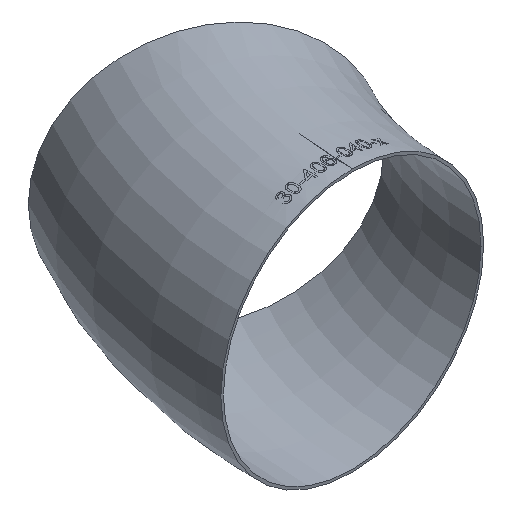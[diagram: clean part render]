
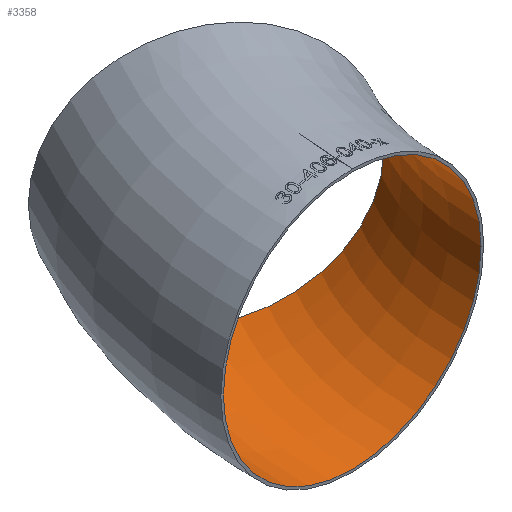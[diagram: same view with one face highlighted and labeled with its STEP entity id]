
A CAD part, isometric view. The second image highlights one B-rep face of the part: STEP entity #3358.
In plain terms, the highlighted toroidal (fillet/blend) face has major radius 610 mm and minor radius 199.2 mm.
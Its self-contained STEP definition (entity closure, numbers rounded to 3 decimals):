
#2041 = DIRECTION ( 'NONE',  ( -0.866, 0.5, 0. ) ) ;
#2761 = DIRECTION ( 'NONE',  ( 0.5, 0.866, 0. ) ) ;
#3358 = ADVANCED_FACE ( 'NONE', ( #27259, #32259 ), #17850, .F. ) ;
#4312 = CIRCLE ( 'NONE', #24182, 199.2 ) ;
#5431 = AXIS2_PLACEMENT_3D ( 'NONE', #10213, #2761, #2041 ) ;
#7322 = EDGE_CURVE ( 'NONE', #11502, #11502, #4312, .T. ) ;
#8421 = EDGE_LOOP ( 'NONE', ( #11396 ) ) ;
#10213 = CARTESIAN_POINT ( 'NONE',  ( -528.275, 305., 0. ) ) ;
#11396 = ORIENTED_EDGE ( 'NONE', *, *, #7322, .F. ) ;
#11502 = VERTEX_POINT ( 'NONE', #19830 ) ;
#14503 = DIRECTION ( 'NONE',  ( 0., 0., 1. ) ) ;
#16635 = ORIENTED_EDGE ( 'NONE', *, *, #22871, .T. ) ;
#17850 = TOROIDAL_SURFACE ( 'NONE', #28064, 610., 199.2 ) ;
#17860 = DIRECTION ( 'NONE',  ( 0., 1., 0. ) ) ;
#19241 = DIRECTION ( 'NONE',  ( 0., 0., -1. ) ) ;
#19830 = CARTESIAN_POINT ( 'NONE',  ( -610., 0., 199.2 ) ) ;
#22492 = CARTESIAN_POINT ( 'NONE',  ( -610., 0., 0. ) ) ;
#22871 = EDGE_CURVE ( 'NONE', #33039, #33039, #33252, .T. ) ;
#24182 = AXIS2_PLACEMENT_3D ( 'NONE', #22492, #17860, #14503 ) ;
#27259 = FACE_OUTER_BOUND ( 'NONE', #28223, .T. ) ;
#28064 = AXIS2_PLACEMENT_3D ( 'NONE', #32796, #19241, #30102 ) ;
#28223 = EDGE_LOOP ( 'NONE', ( #16635 ) ) ;
#30102 = DIRECTION ( 'NONE',  ( -1., 0., 0. ) ) ;
#30538 = CARTESIAN_POINT ( 'NONE',  ( -700.788, 404.6, 0. ) ) ;
#32259 = FACE_OUTER_BOUND ( 'NONE', #8421, .T. ) ;
#32796 = CARTESIAN_POINT ( 'NONE',  ( 0., 0., 0. ) ) ;
#33039 = VERTEX_POINT ( 'NONE', #30538 ) ;
#33252 = CIRCLE ( 'NONE', #5431, 199.2 ) ;
